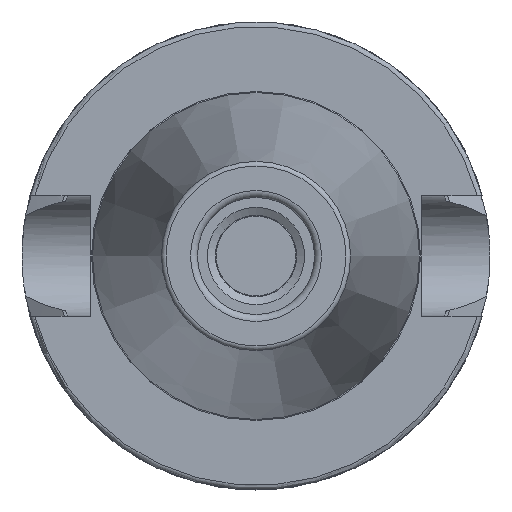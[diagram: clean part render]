
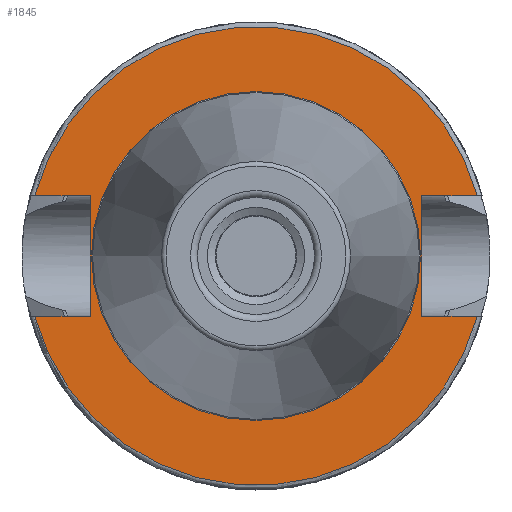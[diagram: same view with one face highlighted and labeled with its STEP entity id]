
A CAD part, left-side view. The second image highlights one B-rep face of the part: STEP entity #1845.
In plain terms, the highlighted planar face has unit normal (-1, 0, 0).
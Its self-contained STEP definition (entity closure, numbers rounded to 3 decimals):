
#126=FACE_BOUND('',#412,.T.);
#173=CIRCLE('',#2086,49.);
#185=CIRCLE('',#2108,35.15);
#186=CIRCLE('',#2110,49.);
#295=FACE_OUTER_BOUND('',#411,.T.);
#411=EDGE_LOOP('',(#1460,#1461,#1462,#1463,#1464,#1465,#1466,#1467));
#412=EDGE_LOOP('',(#1468));
#544=LINE('',#3101,#672);
#548=LINE('',#3109,#676);
#551=LINE('',#3129,#679);
#561=LINE('',#3209,#689);
#564=LINE('',#3230,#692);
#566=LINE('',#3233,#694);
#672=VECTOR('',#2407,10.);
#676=VECTOR('',#2413,10.);
#679=VECTOR('',#2418,10.);
#689=VECTOR('',#2462,10.);
#692=VECTOR('',#2467,10.);
#694=VECTOR('',#2471,10.);
#820=VERTEX_POINT('',#3089);
#821=VERTEX_POINT('',#3100);
#823=VERTEX_POINT('',#3106);
#824=VERTEX_POINT('',#3108);
#835=VERTEX_POINT('',#3169);
#842=VERTEX_POINT('',#3206);
#843=VERTEX_POINT('',#3208);
#847=VERTEX_POINT('',#3229);
#855=VERTEX_POINT('',#3259);
#1021=EDGE_CURVE('',#821,#820,#544,.T.);
#1025=EDGE_CURVE('',#824,#823,#548,.T.);
#1030=EDGE_CURVE('',#823,#821,#551,.T.);
#1044=EDGE_CURVE('',#824,#835,#173,.T.);
#1054=EDGE_CURVE('',#843,#842,#561,.T.);
#1059=EDGE_CURVE('',#847,#835,#564,.T.);
#1061=EDGE_CURVE('',#842,#847,#566,.T.);
#1075=EDGE_CURVE('',#855,#855,#185,.T.);
#1076=EDGE_CURVE('',#843,#820,#186,.T.);
#1460=ORIENTED_EDGE('',*,*,#1021,.T.);
#1461=ORIENTED_EDGE('',*,*,#1076,.F.);
#1462=ORIENTED_EDGE('',*,*,#1054,.T.);
#1463=ORIENTED_EDGE('',*,*,#1061,.T.);
#1464=ORIENTED_EDGE('',*,*,#1059,.T.);
#1465=ORIENTED_EDGE('',*,*,#1044,.F.);
#1466=ORIENTED_EDGE('',*,*,#1025,.T.);
#1467=ORIENTED_EDGE('',*,*,#1030,.T.);
#1468=ORIENTED_EDGE('',*,*,#1075,.T.);
#1762=PLANE('',#2109);
#1845=ADVANCED_FACE('',(#295,#126),#1762,.T.);
#2086=AXIS2_PLACEMENT_3D('',#3170,#2449,#2450);
#2108=AXIS2_PLACEMENT_3D('',#3261,#2507,#2508);
#2109=AXIS2_PLACEMENT_3D('',#3262,#2509,#2510);
#2110=AXIS2_PLACEMENT_3D('',#3263,#2511,#2512);
#2407=DIRECTION('',(0.,-1.,0.));
#2413=DIRECTION('',(0.,1.,0.));
#2418=DIRECTION('',(0.,0.,1.));
#2449=DIRECTION('center_axis',(1.,0.,0.));
#2450=DIRECTION('ref_axis',(0.,0.,-1.));
#2462=DIRECTION('',(0.,-1.,0.));
#2467=DIRECTION('',(0.,1.,0.));
#2471=DIRECTION('',(0.,0.,-1.));
#2507=DIRECTION('center_axis',(1.,0.,0.));
#2508=DIRECTION('ref_axis',(0.,0.,-1.));
#2509=DIRECTION('center_axis',(-1.,0.,0.));
#2510=DIRECTION('ref_axis',(0.,0.,1.));
#2511=DIRECTION('center_axis',(1.,0.,0.));
#2512=DIRECTION('ref_axis',(0.,0.,-1.));
#3089=CARTESIAN_POINT('',(3.,-47.285,12.85));
#3100=CARTESIAN_POINT('',(3.,-35.4,12.85));
#3101=CARTESIAN_POINT('',(3.,6.8,12.85));
#3106=CARTESIAN_POINT('',(3.,-35.4,-12.85));
#3108=CARTESIAN_POINT('',(3.,-47.285,-12.85));
#3109=CARTESIAN_POINT('',(3.,6.8,-12.85));
#3129=CARTESIAN_POINT('',(3.,-35.4,0.));
#3169=CARTESIAN_POINT('',(3.,47.285,-12.85));
#3170=CARTESIAN_POINT('Origin',(3.,0.,0.));
#3206=CARTESIAN_POINT('',(3.,35.4,12.85));
#3208=CARTESIAN_POINT('',(3.,47.285,12.85));
#3209=CARTESIAN_POINT('',(3.,42.2,12.85));
#3229=CARTESIAN_POINT('',(3.,35.4,-12.85));
#3230=CARTESIAN_POINT('',(3.,42.2,-12.85));
#3233=CARTESIAN_POINT('',(3.,35.4,0.));
#3259=CARTESIAN_POINT('',(3.,0.,35.15));
#3261=CARTESIAN_POINT('Origin',(3.,0.,0.));
#3262=CARTESIAN_POINT('Origin',(3.,49.,0.));
#3263=CARTESIAN_POINT('Origin',(3.,0.,0.));
